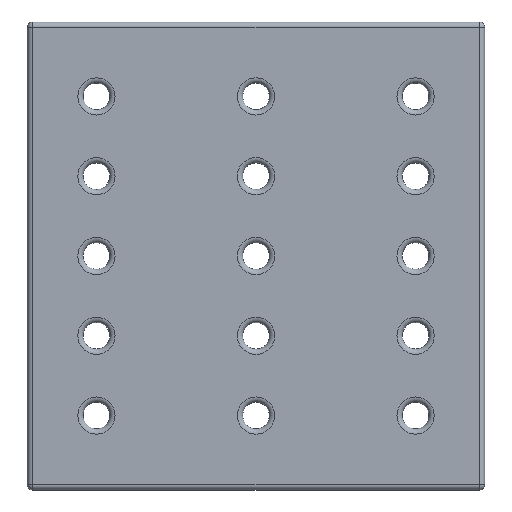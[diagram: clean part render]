
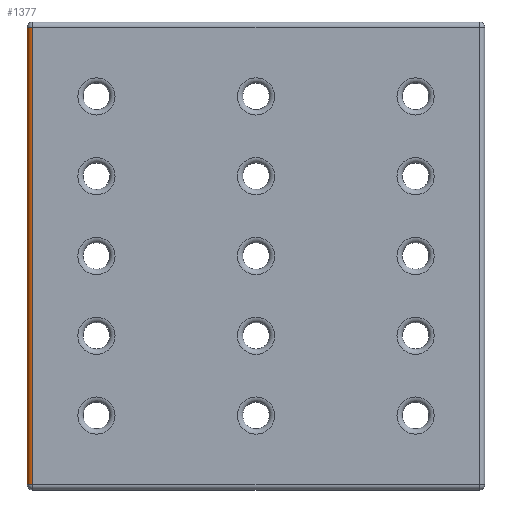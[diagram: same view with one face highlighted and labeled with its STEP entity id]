
A CAD part, front view. The second image highlights one B-rep face of the part: STEP entity #1377.
In plain terms, the highlighted cylindrical face has radius 0.5 mm (diameter 1 mm), a partial arc.
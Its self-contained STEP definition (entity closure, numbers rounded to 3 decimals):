
#40=CYLINDRICAL_SURFACE('',#1627,0.5);
#83=LINE('',#2203,#122);
#106=LINE('',#2569,#145);
#122=VECTOR('',#1672,10.);
#145=VECTOR('',#2121,10.);
#218=FACE_OUTER_BOUND('',#319,.T.);
#319=EDGE_LOOP('',(#1228,#1229,#1230,#1231));
#496=CIRCLE('',#1620,0.5);
#500=CIRCLE('',#1625,0.5);
#515=VERTEX_POINT('',#2197);
#517=VERTEX_POINT('',#2201);
#644=VERTEX_POINT('',#2555);
#647=VERTEX_POINT('',#2562);
#662=EDGE_CURVE('',#515,#517,#83,.T.);
#839=EDGE_CURVE('',#517,#644,#496,.F.);
#843=EDGE_CURVE('',#647,#515,#500,.F.);
#845=EDGE_CURVE('',#644,#647,#106,.T.);
#1228=ORIENTED_EDGE('',*,*,#839,.T.);
#1229=ORIENTED_EDGE('',*,*,#845,.T.);
#1230=ORIENTED_EDGE('',*,*,#843,.T.);
#1231=ORIENTED_EDGE('',*,*,#662,.T.);
#1377=ADVANCED_FACE('',(#218),#40,.T.);
#1620=AXIS2_PLACEMENT_3D('',#2558,#2104,#2105);
#1625=AXIS2_PLACEMENT_3D('',#2565,#2114,#2115);
#1627=AXIS2_PLACEMENT_3D('',#2568,#2119,#2120);
#1672=DIRECTION('',(0.,0.,1.));
#2104=DIRECTION('center_axis',(0.,0.,1.));
#2105=DIRECTION('ref_axis',(0.,-1.,0.));
#2114=DIRECTION('center_axis',(0.,0.,-1.));
#2115=DIRECTION('ref_axis',(-1.,0.,0.));
#2119=DIRECTION('center_axis',(0.,0.,1.));
#2120=DIRECTION('ref_axis',(-0.707,-0.707,0.));
#2121=DIRECTION('',(0.,0.,-1.));
#2197=CARTESIAN_POINT('',(6.5,0.,-43.5));
#2201=CARTESIAN_POINT('',(6.5,0.,-0.5));
#2203=CARTESIAN_POINT('',(6.5,0.,-33.));
#2555=CARTESIAN_POINT('',(6.,0.5,-0.5));
#2558=CARTESIAN_POINT('Origin',(6.5,0.5,-0.5));
#2562=CARTESIAN_POINT('',(6.,0.5,-43.5));
#2565=CARTESIAN_POINT('Origin',(6.5,0.5,-43.5));
#2568=CARTESIAN_POINT('Origin',(6.5,0.5,-33.));
#2569=CARTESIAN_POINT('',(6.,0.5,-33.));
